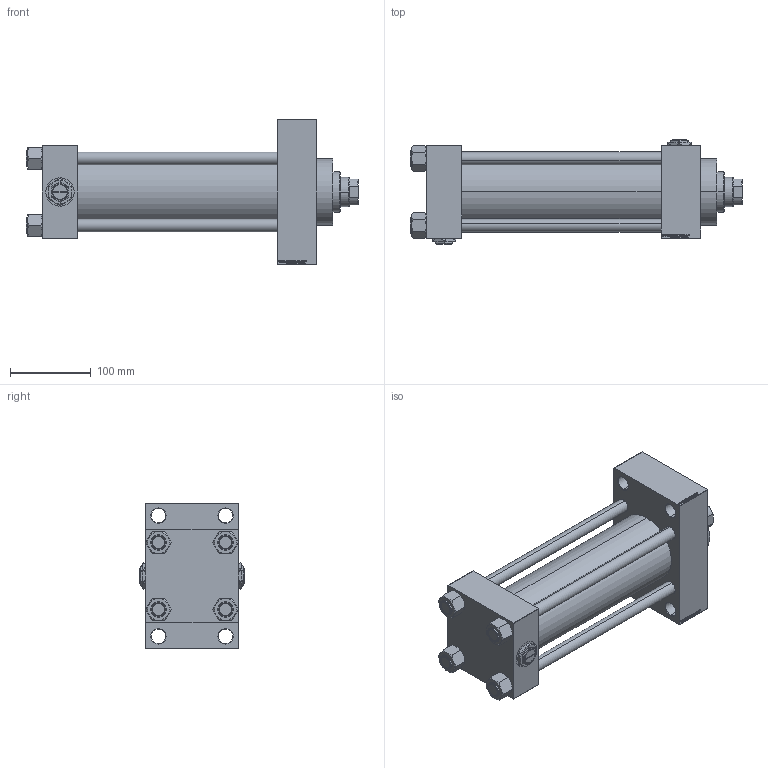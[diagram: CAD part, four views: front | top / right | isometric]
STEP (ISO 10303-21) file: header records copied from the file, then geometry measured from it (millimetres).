
FILE_DESCRIPTION (( 'STEP AP203' ), '1' );
FILE_NAME ('b764.STEP', '2025-04-15T13:17:24', ( '' ), ( '' ), 'SwSTEP 2.0', 'SolidWorks 2019', '' );
FILE_SCHEMA (( 'CONFIG_CONTROL_DESIGN' ));
Length unit declared in the file: millimetre
Products named in the file (7): V215_VC_A e91b80eb31f6525206fa36ae2a01cc1e; V215CR_D_TYCINKA e91b80eb31f6525206fa36ae2a01cc1e; b764; V215CR_D_Body e91b80eb31f6525206fa36ae2a01cc1e; NUT_M5_D e91b80eb31f6525206fa36ae2a01cc1e; V215CR_VCP_D e91b80eb31f6525206fa36ae2a01cc1e; Zatka_pro_OIL_PORT e91b80eb31f6525206fa36ae2a01cc1e
Assembly tree (13 placements, depth 2):
  b764
    V215CR_D_Body e91b80eb31f6525206fa36ae2a01cc1e
    V215CR_VCP_D e91b80eb31f6525206fa36ae2a01cc1e
    NUT_M5_D e91b80eb31f6525206fa36ae2a01cc1e  x4
    V215CR_D_TYCINKA e91b80eb31f6525206fa36ae2a01cc1e  x4
    V215_VC_A e91b80eb31f6525206fa36ae2a01cc1e
    Zatka_pro_OIL_PORT e91b80eb31f6525206fa36ae2a01cc1e  x2
Bounding box: 410 x 129 x 180 mm (x, y, z)
Volume: 2474163.8 mm3; surface area: 448346.4 mm2
Topology: 13 solids, 13 shells, 1236 faces, 3096 edges, 2001 vertices
Faces by surface type: plane 589, bspline 368, cone 182, cylinder 89, torus 8
Entity records: 49206 total; most frequent: CARTESIAN_POINT 25671, ORIENTED_EDGE 5264, DIRECTION 3446, EDGE_CURVE 2632, VERTEX_POINT 1721, VECTOR 1556, LINE 1556, EDGE_LOOP 1171
